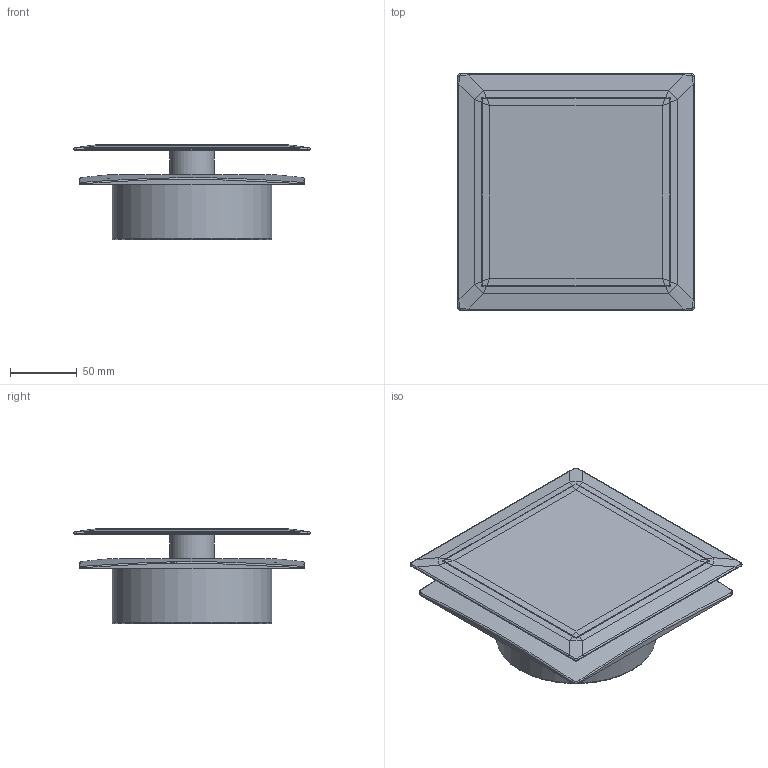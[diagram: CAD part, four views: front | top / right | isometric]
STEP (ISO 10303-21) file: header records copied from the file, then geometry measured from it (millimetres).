
FILE_DESCRIPTION (( 'STEP AP203' ), '1' );
FILE_NAME ('DLV 125_03049-001.STEP', '2021-03-19T12:58:36', ( '' ), ( '' ), 'SwSTEP 2.0', 'SolidWorks 2019', '' );
FILE_SCHEMA (( 'CONFIG_CONTROL_DESIGN' ));
Length unit declared in the file: millimetre
Products named in the file (1): DLV 125_03049-001
Bounding box: 176.5 x 176.5 x 71 mm (x, y, z)
Volume: 248149.4 mm3; surface area: 182479.8 mm2
Topology: 3 solids, 3 shells, 153 faces, 398 edges, 248 vertices
Faces by surface type: plane 68, cylinder 48, bspline 28, torus 7, cone 2
Full cylindrical faces by diameter (mm): 3 x2, 8 x2, 22.9 x1, 30 x2, 32.9 x1, 111 x1, 115 x2, 119 x1
Entity records: 5653 total; most frequent: CARTESIAN_POINT 2168, ORIENTED_EDGE 730, DIRECTION 650, EDGE_CURVE 365, AXIS2_PLACEMENT_3D 239, VERTEX_POINT 237, EDGE_LOOP 198, LINE 172
